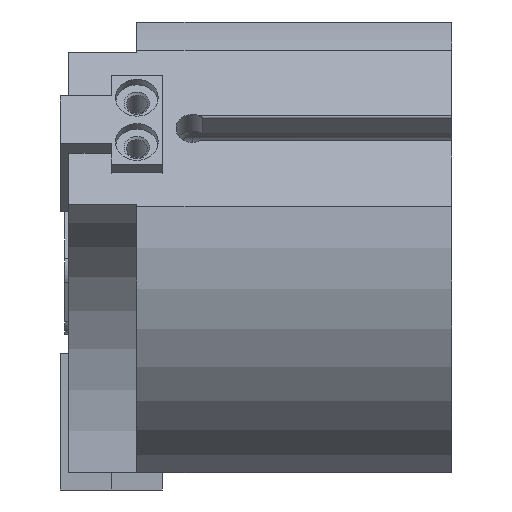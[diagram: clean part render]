
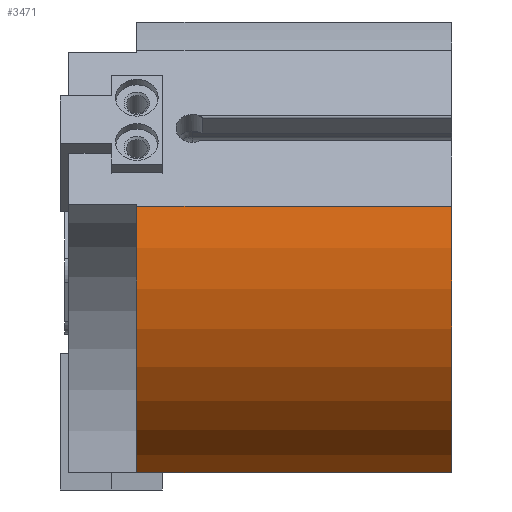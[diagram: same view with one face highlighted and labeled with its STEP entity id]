
A CAD part, left-side view. The second image highlights one B-rep face of the part: STEP entity #3471.
In plain terms, the highlighted cylindrical face has radius 29 mm (diameter 58 mm), a partial arc.
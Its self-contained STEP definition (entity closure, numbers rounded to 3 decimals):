
#93=CYLINDRICAL_SURFACE('',#3789,29.);
#275=CIRCLE('',#3785,29.);
#279=CIRCLE('',#3790,29.);
#643=ORIENTED_EDGE('',*,*,#1544,.F.);
#644=ORIENTED_EDGE('',*,*,#1414,.T.);
#645=ORIENTED_EDGE('',*,*,#1531,.T.);
#646=ORIENTED_EDGE('',*,*,#1379,.F.);
#1379=EDGE_CURVE('',#1854,#1855,#2190,.T.);
#1414=EDGE_CURVE('',#1887,#1886,#2223,.T.);
#1531=EDGE_CURVE('',#1886,#1855,#275,.T.);
#1544=EDGE_CURVE('',#1887,#1854,#279,.T.);
#1854=VERTEX_POINT('',#5245);
#1855=VERTEX_POINT('',#5247);
#1886=VERTEX_POINT('',#5315);
#1887=VERTEX_POINT('',#5317);
#2190=LINE('',#5246,#2467);
#2223=LINE('',#5316,#2500);
#2467=VECTOR('',#4159,1000.);
#2500=VECTOR('',#4202,1000.);
#2757=EDGE_LOOP('',(#643,#644,#645,#646));
#3063=FACE_BOUND('',#2757,.T.);
#3471=ADVANCED_FACE('',(#3063),#93,.T.);
#3785=AXIS2_PLACEMENT_3D('',#5659,#4384,#4385);
#3789=AXIS2_PLACEMENT_3D('',#5677,#4401,#4402);
#3790=AXIS2_PLACEMENT_3D('',#5678,#4403,#4404);
#4159=DIRECTION('',(0.,-1.,0.));
#4202=DIRECTION('',(0.,-1.,0.));
#4384=DIRECTION('',(0.,1.,0.));
#4385=DIRECTION('',(1.,0.,0.));
#4401=DIRECTION('',(0.,-1.,0.));
#4402=DIRECTION('',(0.,0.,-1.));
#4403=DIRECTION('',(0.,1.,0.));
#4404=DIRECTION('',(0.,0.,1.));
#5245=CARTESIAN_POINT('',(-28.674,37.,4.335));
#5246=CARTESIAN_POINT('',(-28.674,45.,4.335));
#5247=CARTESIAN_POINT('',(-28.674,0.,4.335));
#5315=CARTESIAN_POINT('',(-10.583,0.,-27.));
#5316=CARTESIAN_POINT('',(-10.583,45.,-27.));
#5317=CARTESIAN_POINT('',(-10.583,37.,-27.));
#5659=CARTESIAN_POINT('',(0.,0.,0.));
#5677=CARTESIAN_POINT('',(0.,45.,0.));
#5678=CARTESIAN_POINT('',(0.,37.,0.));
